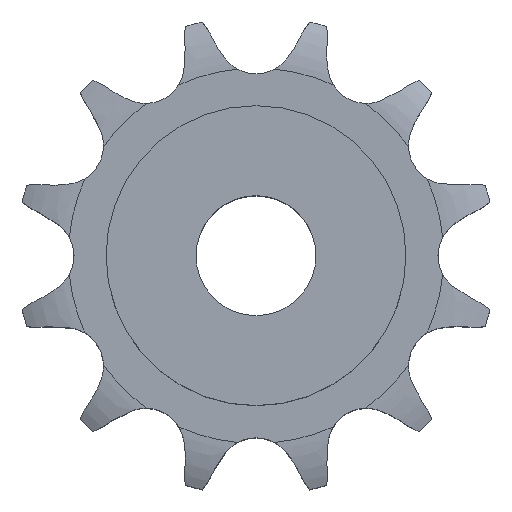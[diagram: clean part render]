
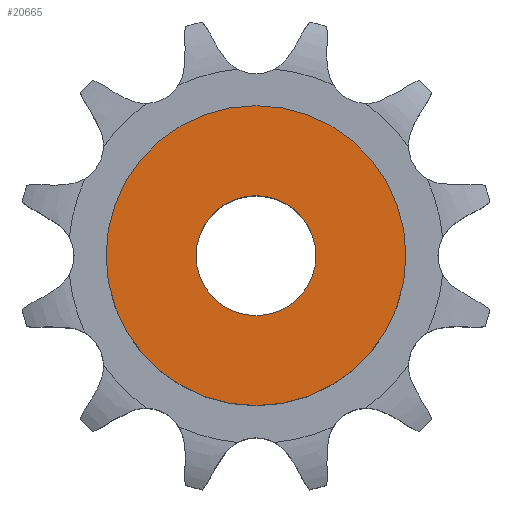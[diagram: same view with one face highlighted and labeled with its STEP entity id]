
A CAD part, top view. The second image highlights one B-rep face of the part: STEP entity #20665.
In plain terms, the highlighted planar face has unit normal (0, 0, 1).
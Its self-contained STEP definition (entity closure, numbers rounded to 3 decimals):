
#11079 = CYLINDRICAL_SURFACE('',#11080,5.);
#11080 = AXIS2_PLACEMENT_3D('',#11081,#11082,#11083);
#11081 = CARTESIAN_POINT('',(0.,0.,70.213));
#11082 = DIRECTION('',(0.,0.,1.));
#11083 = DIRECTION('',(1.,0.,0.));
#14099 = EDGE_CURVE('',#14100,#14100,#14102,.T.);
#14100 = VERTEX_POINT('',#14101);
#14101 = CARTESIAN_POINT('',(5.,0.,25.));
#14102 = SURFACE_CURVE('',#14103,(#14108,#14115),.PCURVE_S1.);
#14103 = CIRCLE('',#14104,5.);
#14104 = AXIS2_PLACEMENT_3D('',#14105,#14106,#14107);
#14105 = CARTESIAN_POINT('',(0.,0.,25.));
#14106 = DIRECTION('',(0.,0.,1.));
#14107 = DIRECTION('',(1.,0.,0.));
#14108 = PCURVE('',#11079,#14109);
#14109 = DEFINITIONAL_REPRESENTATION('',(#14110),#14114);
#14110 = LINE('',#14111,#14112);
#14111 = CARTESIAN_POINT('',(0.,-45.213));
#14112 = VECTOR('',#14113,1.);
#14113 = DIRECTION('',(1.,0.));
#14114 = ( GEOMETRIC_REPRESENTATION_CONTEXT(2) 
PARAMETRIC_REPRESENTATION_CONTEXT() REPRESENTATION_CONTEXT('2D SPACE',''
  ) );
#14115 = PCURVE('',#14116,#14121);
#14116 = PLANE('',#14117);
#14117 = AXIS2_PLACEMENT_3D('',#14118,#14119,#14120);
#14118 = CARTESIAN_POINT('',(0.,0.,25.)
  );
#14119 = DIRECTION('',(0.,0.,1.));
#14120 = DIRECTION('',(1.,0.,0.));
#14121 = DEFINITIONAL_REPRESENTATION('',(#14122),#14126);
#14122 = CIRCLE('',#14123,5.);
#14123 = AXIS2_PLACEMENT_2D('',#14124,#14125);
#14124 = CARTESIAN_POINT('',(0.,0.));
#14125 = DIRECTION('',(1.,0.));
#14126 = ( GEOMETRIC_REPRESENTATION_CONTEXT(2) 
PARAMETRIC_REPRESENTATION_CONTEXT() REPRESENTATION_CONTEXT('2D SPACE',''
  ) );
#20665 = ADVANCED_FACE('',(#20666,#20697),#14116,.T.);
#20666 = FACE_BOUND('',#20667,.T.);
#20667 = EDGE_LOOP('',(#20668));
#20668 = ORIENTED_EDGE('',*,*,#20669,.T.);
#20669 = EDGE_CURVE('',#20670,#20670,#20672,.T.);
#20670 = VERTEX_POINT('',#20671);
#20671 = CARTESIAN_POINT('',(12.5,0.,25.));
#20672 = SURFACE_CURVE('',#20673,(#20678,#20685),.PCURVE_S1.);
#20673 = CIRCLE('',#20674,12.5);
#20674 = AXIS2_PLACEMENT_3D('',#20675,#20676,#20677);
#20675 = CARTESIAN_POINT('',(0.,0.,25.));
#20676 = DIRECTION('',(0.,0.,1.));
#20677 = DIRECTION('',(1.,0.,0.));
#20678 = PCURVE('',#14116,#20679);
#20679 = DEFINITIONAL_REPRESENTATION('',(#20680),#20684);
#20680 = CIRCLE('',#20681,12.5);
#20681 = AXIS2_PLACEMENT_2D('',#20682,#20683);
#20682 = CARTESIAN_POINT('',(0.,0.));
#20683 = DIRECTION('',(1.,0.));
#20684 = ( GEOMETRIC_REPRESENTATION_CONTEXT(2) 
PARAMETRIC_REPRESENTATION_CONTEXT() REPRESENTATION_CONTEXT('2D SPACE',''
  ) );
#20685 = PCURVE('',#20686,#20691);
#20686 = CYLINDRICAL_SURFACE('',#20687,12.5);
#20687 = AXIS2_PLACEMENT_3D('',#20688,#20689,#20690);
#20688 = CARTESIAN_POINT('',(0.,0.,0.));
#20689 = DIRECTION('',(-0.,-0.,-1.));
#20690 = DIRECTION('',(1.,0.,0.));
#20691 = DEFINITIONAL_REPRESENTATION('',(#20692),#20696);
#20692 = LINE('',#20693,#20694);
#20693 = CARTESIAN_POINT('',(-0.,-25.));
#20694 = VECTOR('',#20695,1.);
#20695 = DIRECTION('',(-1.,0.));
#20696 = ( GEOMETRIC_REPRESENTATION_CONTEXT(2) 
PARAMETRIC_REPRESENTATION_CONTEXT() REPRESENTATION_CONTEXT('2D SPACE',''
  ) );
#20697 = FACE_BOUND('',#20698,.T.);
#20698 = EDGE_LOOP('',(#20699));
#20699 = ORIENTED_EDGE('',*,*,#14099,.F.);
